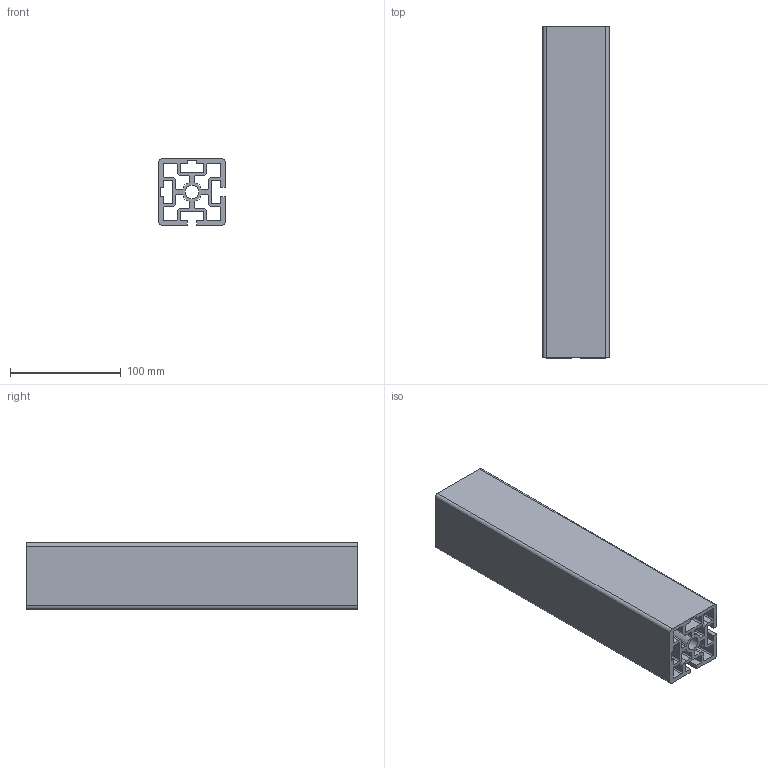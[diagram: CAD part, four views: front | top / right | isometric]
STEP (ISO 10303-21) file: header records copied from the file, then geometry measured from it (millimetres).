
FILE_DESCRIPTION (( 'STEP AP214' ), '1' );
FILE_NAME ('1728144888556.step', '2024-10-05T16:15:11', ( 'Windows User' ), ( '' ), 'SwSTEP 2.0', 'SolidWorks 2011', '' );
FILE_SCHEMA (( 'AUTOMOTIVE_DESIGN' ));
Length unit declared in the file: millimetre
Products named in the file (2): 1728144888556; 1.11.060060.22SPx300.00(1)
Assembly tree (1 placements, depth 2):
  1728144888556
    1.11.060060.22SPx300.00(1)
Bounding box: 60 x 300 x 60 mm (x, y, z)
Volume: 455509.2 mm3; surface area: 254252.1 mm2
Topology: 1 solids, 1 shells, 132 faces, 390 edges, 260 vertices
Faces by surface type: plane 70, cylinder 62
Entity records: 4532 total; most frequent: DIRECTION 786, CARTESIAN_POINT 786, ORIENTED_EDGE 780, EDGE_CURVE 390, LINE 266, VECTOR 266, AXIS2_PLACEMENT_3D 260, VERTEX_POINT 260
